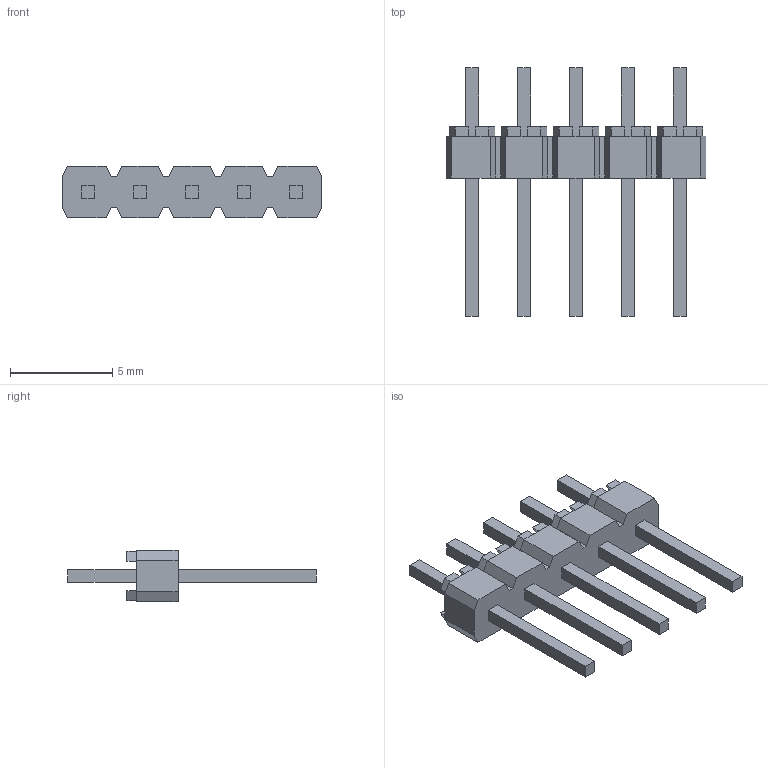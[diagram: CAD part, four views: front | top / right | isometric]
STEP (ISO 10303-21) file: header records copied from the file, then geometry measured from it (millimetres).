
FILE_DESCRIPTION(('STEP AP203'),'1');
FILE_NAME(' ',' ',('TraceParts'),('TraceParts S.A.'),'XStep 1.0',' ',' ');
FILE_SCHEMA(('CONFIG_CONTROL_DESIGN'));
Length unit declared in the file: millimetre
Products named in the file (11): 1; 2; 3; 4; 5; 6; 7; 8; 9; 10; 11
Bounding box: 12.7 x 12.15 x 2.54 mm (x, y, z)
Volume: 84.2 mm3; surface area: 281.8 mm2
Topology: 1 solids, 1 shells, 192 faces, 490 edges, 340 vertices
Faces by surface type: plane 192
Entity records: 6198 total; most frequent: CARTESIAN_POINT 1033, ORIENTED_EDGE 960, DIRECTION 906, EDGE_CURVE 480, LINE 480, VECTOR 480, VERTEX_POINT 320, EDGE_LOOP 222
